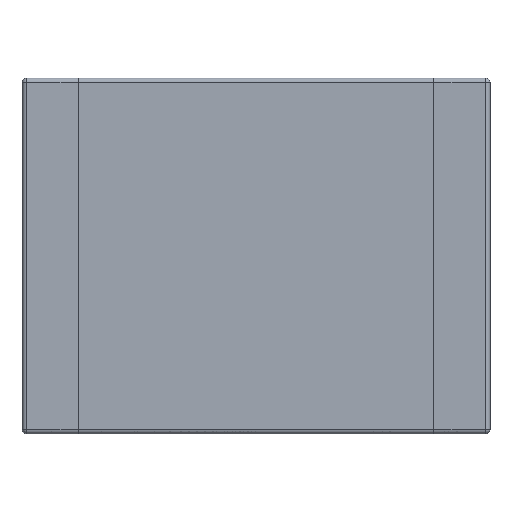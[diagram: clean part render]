
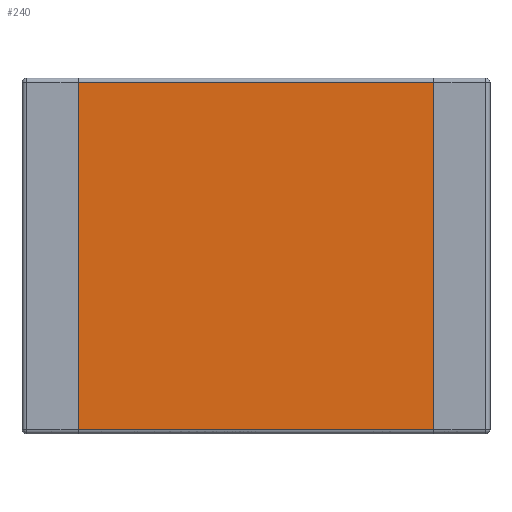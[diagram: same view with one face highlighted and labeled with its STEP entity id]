
A CAD part, front view. The second image highlights one B-rep face of the part: STEP entity #240.
In plain terms, the highlighted planar face has unit normal (0, -1, 0).
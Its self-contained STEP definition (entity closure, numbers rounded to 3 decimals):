
#32 = EDGE_CURVE ( 'NONE', #119, #33, #383, .T. ) ;
#33 = VERTEX_POINT ( 'NONE', #379 ) ;
#40 = EDGE_CURVE ( 'NONE', #104, #109, #406, .T. ) ;
#104 = VERTEX_POINT ( 'NONE', #588 ) ;
#109 = VERTEX_POINT ( 'NONE', #611 ) ;
#119 = VERTEX_POINT ( 'NONE', #630 ) ;
#167 = ORIENTED_EDGE ( 'NONE', *, *, #168, .T. ) ;
#168 = EDGE_CURVE ( 'NONE', #104, #33, #804, .T. ) ;
#169 = ORIENTED_EDGE ( 'NONE', *, *, #32, .F. ) ;
#170 = ORIENTED_EDGE ( 'NONE', *, *, #171, .T. ) ;
#171 = EDGE_CURVE ( 'NONE', #119, #109, #799, .T. ) ;
#240 = ADVANCED_FACE ( 'NONE', ( #1085 ), #1123, .T. ) ;
#241 = EDGE_LOOP ( 'NONE', ( #242, #167, #169, #170 ) ) ;
#242 = ORIENTED_EDGE ( 'NONE', *, *, #40, .F. ) ;
#379 = CARTESIAN_POINT ( 'NONE',  ( 1.9, 0., -1.85 ) ) ;
#380 = DIRECTION ( 'NONE',  ( 0., 0., -1. ) ) ;
#381 = VECTOR ( 'NONE', #380, 1000. ) ;
#382 = CARTESIAN_POINT ( 'NONE',  ( 1.9, 0., -1.9 ) ) ;
#383 = LINE ( 'NONE', #382, #381 ) ;
#403 = DIRECTION ( 'NONE',  ( 0., 0., 1. ) ) ;
#404 = VECTOR ( 'NONE', #403, 1000. ) ;
#405 = CARTESIAN_POINT ( 'NONE',  ( -1.9, 0., -1.9 ) ) ;
#406 = LINE ( 'NONE', #405, #404 ) ;
#588 = CARTESIAN_POINT ( 'NONE',  ( -1.9, 0., -1.85 ) ) ;
#611 = CARTESIAN_POINT ( 'NONE',  ( -1.9, 0., 1.85 ) ) ;
#630 = CARTESIAN_POINT ( 'NONE',  ( 1.9, 0., 1.85 ) ) ;
#796 = DIRECTION ( 'NONE',  ( -1., 0., 0. ) ) ;
#797 = VECTOR ( 'NONE', #796, 1000. ) ;
#798 = CARTESIAN_POINT ( 'NONE',  ( -2.5, 0., 1.85 ) ) ;
#799 = LINE ( 'NONE', #798, #797 ) ;
#801 = DIRECTION ( 'NONE',  ( 1., 0., 0. ) ) ;
#802 = VECTOR ( 'NONE', #801, 1000. ) ;
#803 = CARTESIAN_POINT ( 'NONE',  ( 2.5, 0., -1.85 ) ) ;
#804 = LINE ( 'NONE', #803, #802 ) ;
#1085 = FACE_OUTER_BOUND ( 'NONE', #241, .T. ) ;
#1117 = DIRECTION ( 'NONE',  ( 0., 0., -1. ) ) ;
#1118 = DIRECTION ( 'NONE',  ( 0., -1., 0. ) ) ;
#1119 = CARTESIAN_POINT ( 'NONE',  ( 2.5, 0., -1.9 ) ) ;
#1120 = AXIS2_PLACEMENT_3D ( 'NONE', #1119, #1118, #1117 ) ;
#1123 = PLANE ( 'NONE',  #1120 ) ;
